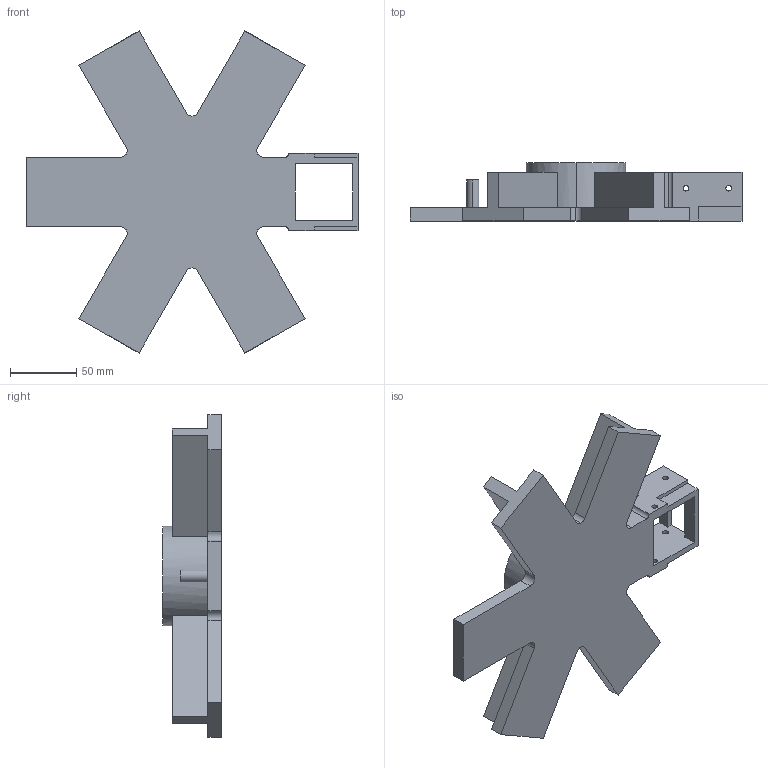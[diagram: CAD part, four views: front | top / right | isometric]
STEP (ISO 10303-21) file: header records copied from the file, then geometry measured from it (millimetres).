
FILE_DESCRIPTION (( 'STEP AP214' ), '1' );
FILE_NAME ('Mittelteil_Optischer_Endschalter.STEP', '2024-11-13T22:07:51', ( '' ), ( '' ), 'SwSTEP 2.0', 'SolidWorks 2024', '' );
FILE_SCHEMA (( 'AUTOMOTIVE_DESIGN' ));
Length unit declared in the file: millimetre
Products named in the file (1): Mittelteil_Optischer_Endschalter
Bounding box: 250 x 44 x 242.61 mm (x, y, z)
Volume: 506109 mm3; surface area: 122713 mm2
Topology: 1 solids, 1 shells, 95 faces, 273 edges, 182 vertices
Faces by surface type: plane 62, cylinder 33
Entity records: 3184 total; most frequent: CARTESIAN_POINT 551, ORIENTED_EDGE 546, DIRECTION 543, EDGE_CURVE 273, VECTOR 195, LINE 195, VERTEX_POINT 182, AXIS2_PLACEMENT_3D 174
